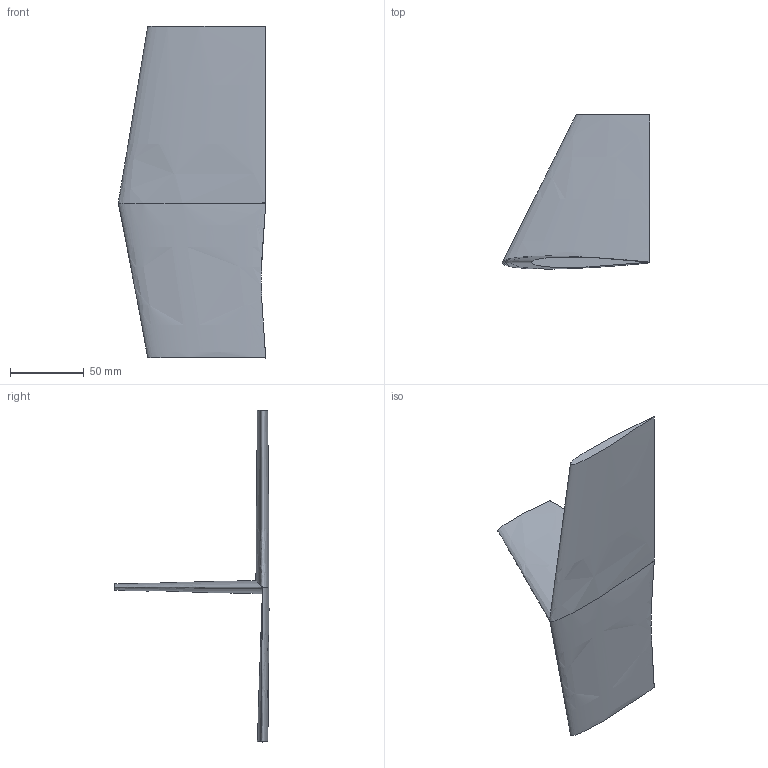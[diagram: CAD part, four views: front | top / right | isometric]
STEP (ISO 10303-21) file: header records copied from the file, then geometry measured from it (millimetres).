
FILE_DESCRIPTION(/* description */ (''),/* implementation_level */ '2;1');
FILE_NAME(/* name */ 'Conventional Tail v2.step',/* time_stamp */ '2021-06-16T18:37:08+05:00',/* author */ (''),/* organization */ (''),/* preprocessor_version */ 'ST-DEVELOPER v18.1',/* originating_system */ 'Autodesk Translation Framework v10.6.0.1341',/* authorisation */ '');
FILE_SCHEMA (('AUTOMOTIVE_DESIGN { 1 0 10303 214 3 1 1 }'));
Length unit declared in the file: centimetre
Products named in the file (1): Conventional Tail
Bounding box: 100 x 104.38 x 225 mm (x, y, z)
Volume: 133322.3 mm3; surface area: 55761.2 mm2
Topology: 1 solids, 1 shells, 11 faces, 19 edges, 10 vertices
Faces by surface type: plane 6, bspline 5
Entity records: 5089 total; most frequent: CARTESIAN_POINT 4901, ORIENTED_EDGE 38, EDGE_CURVE 19, DIRECTION 18, FACE_OUTER_BOUND 11, EDGE_LOOP 11, ADVANCED_FACE 11, VERTEX_POINT 10
